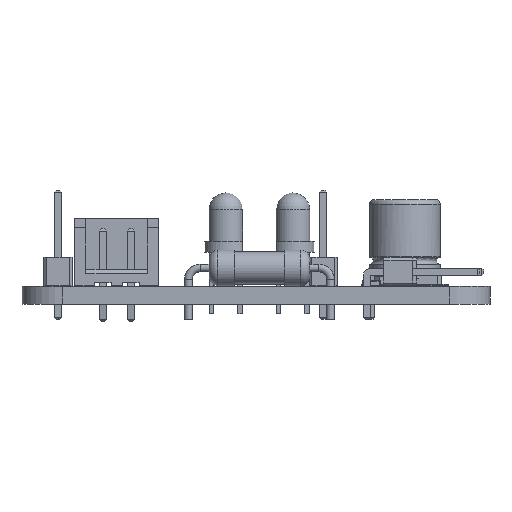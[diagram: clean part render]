
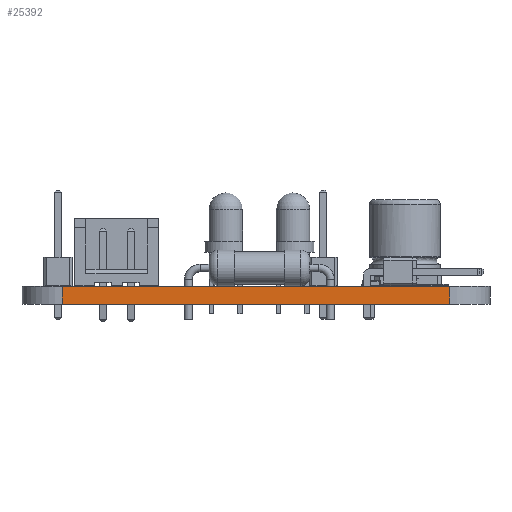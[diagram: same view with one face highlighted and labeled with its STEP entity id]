
A CAD part, front view. The second image highlights one B-rep face of the part: STEP entity #25392.
In plain terms, the highlighted planar face has unit normal (0, -1, 0).
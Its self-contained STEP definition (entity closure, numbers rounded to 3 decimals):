
#23457 = VERTEX_POINT('',#23458);
#23458 = CARTESIAN_POINT('',(130.394,-116.056,0.));
#23465 = EDGE_CURVE('',#23466,#23457,#23468,.T.);
#23466 = VERTEX_POINT('',#23467);
#23467 = CARTESIAN_POINT('',(165.,-116.056,0.));
#23468 = LINE('',#23469,#23470);
#23469 = CARTESIAN_POINT('',(165.,-116.056,0.));
#23470 = VECTOR('',#23471,1.);
#23471 = DIRECTION('',(-1.,0.,0.));
#24411 = VERTEX_POINT('',#24412);
#24412 = CARTESIAN_POINT('',(130.394,-116.056,1.6));
#24419 = EDGE_CURVE('',#24420,#24411,#24422,.T.);
#24420 = VERTEX_POINT('',#24421);
#24421 = CARTESIAN_POINT('',(165.,-116.056,1.6));
#24422 = LINE('',#24423,#24424);
#24423 = CARTESIAN_POINT('',(165.,-116.056,1.6));
#24424 = VECTOR('',#24425,1.);
#24425 = DIRECTION('',(-1.,0.,0.));
#25364 = EDGE_CURVE('',#23466,#24420,#25365,.T.);
#25365 = LINE('',#25366,#25367);
#25366 = CARTESIAN_POINT('',(165.,-116.056,0.));
#25367 = VECTOR('',#25368,1.);
#25368 = DIRECTION('',(0.,0.,1.));
#25392 = ADVANCED_FACE('',(#25393),#25404,.T.);
#25393 = FACE_BOUND('',#25394,.T.);
#25394 = EDGE_LOOP('',(#25395,#25396,#25397,#25403));
#25395 = ORIENTED_EDGE('',*,*,#25364,.T.);
#25396 = ORIENTED_EDGE('',*,*,#24419,.T.);
#25397 = ORIENTED_EDGE('',*,*,#25398,.F.);
#25398 = EDGE_CURVE('',#23457,#24411,#25399,.T.);
#25399 = LINE('',#25400,#25401);
#25400 = CARTESIAN_POINT('',(130.394,-116.056,0.));
#25401 = VECTOR('',#25402,1.);
#25402 = DIRECTION('',(0.,0.,1.));
#25403 = ORIENTED_EDGE('',*,*,#23465,.F.);
#25404 = PLANE('',#25405);
#25405 = AXIS2_PLACEMENT_3D('',#25406,#25407,#25408);
#25406 = CARTESIAN_POINT('',(165.,-116.056,0.));
#25407 = DIRECTION('',(0.,-1.,0.));
#25408 = DIRECTION('',(-1.,0.,0.));
